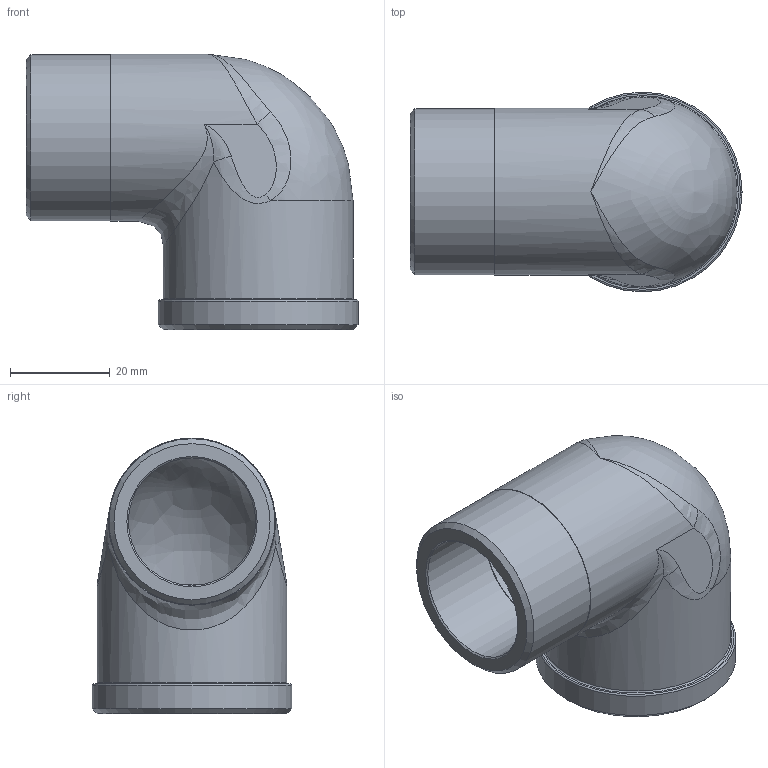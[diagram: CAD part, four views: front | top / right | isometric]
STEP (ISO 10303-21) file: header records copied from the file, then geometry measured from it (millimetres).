
FILE_DESCRIPTION(/* description */ (''),/* implementation_level */ '2;1');
FILE_NAME(/* name */ 'KI-304-025 Aschl.stp',/* time_stamp */ '2017-09-21T14:51:39+02:00',/* author */ ('hochmair'),/* organization */ (''),/* preprocessor_version */ 'ST-DEVELOPER v15.6',/* originating_system */ 'Autodesk Inventor 2015',/* authorisation */ '');
FILE_SCHEMA (('AUTOMOTIVE_DESIGN { 1 0 10303 214 3 1 1 }'));
Length unit declared in the file: millimetre
Products named in the file (1): KI-304-025 Aschl
Bounding box: 66.5 x 40 x 55.22 mm (x, y, z)
Volume: 21980.2 mm3; surface area: 17564 mm2
Topology: 1 solids, 1 shells, 45 faces, 102 edges, 55 vertices
Faces by surface type: bspline 20, plane 10, cylinder 8, cone 5, torus 2
Full cylindrical faces by diameter (mm): 25.5 x1, 29.649 x1, 30.291 x1, 33.249 x1, 33.449 x1, 34.2 x1, 38 x1, 40 x1
Entity records: 2125 total; most frequent: CARTESIAN_POINT 1320, ORIENTED_EDGE 146, DIRECTION 138, EDGE_CURVE 73, AXIS2_PLACEMENT_3D 67, EDGE_LOOP 66, VERTEX_POINT 49, FACE_OUTER_BOUND 45
